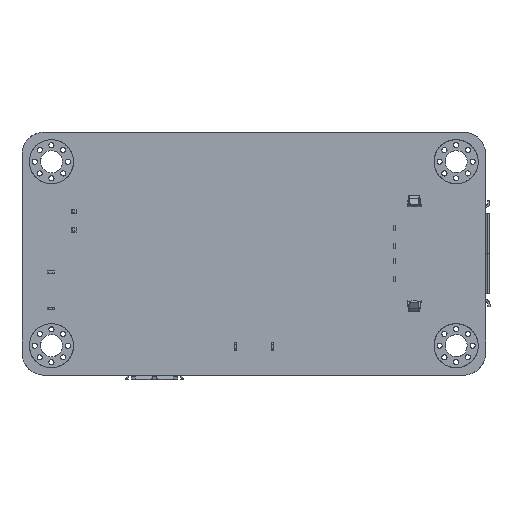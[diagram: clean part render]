
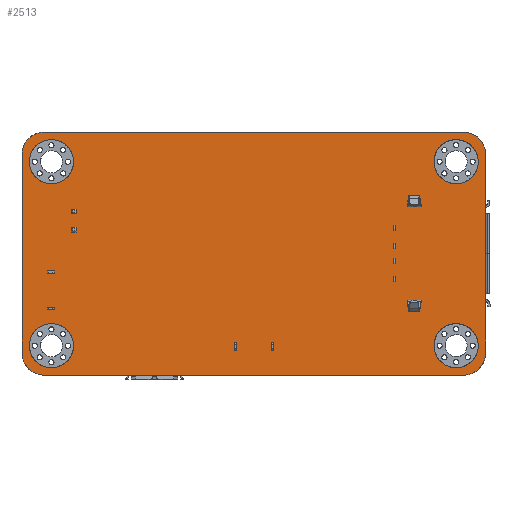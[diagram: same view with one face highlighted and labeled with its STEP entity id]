
A CAD part, front view. The second image highlights one B-rep face of the part: STEP entity #2513.
In plain terms, the highlighted free-form (B-spline) face has degree [1, 1] with [2, 2] control points.
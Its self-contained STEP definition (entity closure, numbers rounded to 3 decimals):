
#1686 = VERTEX_POINT('',#1687);
#1687 = CARTESIAN_POINT('',(-32.985,-1.077,
    16.829));
#1705 = EDGE_CURVE('',#1686,#1686,#1706,.T.);
#1706 = ( BOUNDED_CURVE() B_SPLINE_CURVE(2,(#1707,#1708,#1709,#1710,
#1711,#1712,#1713),.UNSPECIFIED.,.T.,.F.) B_SPLINE_CURVE_WITH_KNOTS((3,2
    ,2,3),(3.142,5.236,7.33,9.425),
.PIECEWISE_BEZIER_KNOTS.) CURVE() GEOMETRIC_REPRESENTATION_ITEM() 
RATIONAL_B_SPLINE_CURVE((1.,0.5,1.,0.5,1.,0.5,1.)) REPRESENTATION_ITEM(
  '') );
#1707 = CARTESIAN_POINT('',(-32.985,-1.077,
    16.829));
#1708 = CARTESIAN_POINT('',(-32.985,-1.077,
    9.833));
#1709 = CARTESIAN_POINT('',(-39.043,-1.077,
    13.331));
#1710 = CARTESIAN_POINT('',(-45.102,-1.077,
    16.829));
#1711 = CARTESIAN_POINT('',(-39.043,-1.077,
    20.327));
#1712 = CARTESIAN_POINT('',(-32.985,-1.077,
    23.825));
#1713 = CARTESIAN_POINT('',(-32.985,-1.077,
    16.829));
#1785 = VERTEX_POINT('',#1786);
#1786 = CARTESIAN_POINT('',(41.063,-1.077,
    16.829));
#1804 = EDGE_CURVE('',#1785,#1785,#1805,.T.);
#1805 = ( BOUNDED_CURVE() B_SPLINE_CURVE(2,(#1806,#1807,#1808,#1809,
#1810,#1811,#1812),.UNSPECIFIED.,.T.,.F.) B_SPLINE_CURVE_WITH_KNOTS((3,2
    ,2,3),(3.142,5.236,7.33,9.425),
.PIECEWISE_BEZIER_KNOTS.) CURVE() GEOMETRIC_REPRESENTATION_ITEM() 
RATIONAL_B_SPLINE_CURVE((1.,0.5,1.,0.5,1.,0.5,1.)) REPRESENTATION_ITEM(
  '') );
#1806 = CARTESIAN_POINT('',(41.063,-1.077,
    16.829));
#1807 = CARTESIAN_POINT('',(41.063,-1.077,
    9.833));
#1808 = CARTESIAN_POINT('',(35.004,-1.077,
    13.331));
#1809 = CARTESIAN_POINT('',(28.946,-1.077,
    16.829));
#1810 = CARTESIAN_POINT('',(35.004,-1.077,
    20.327));
#1811 = CARTESIAN_POINT('',(41.063,-1.077,
    23.825));
#1812 = CARTESIAN_POINT('',(41.063,-1.077,
    16.829));
#1884 = VERTEX_POINT('',#1885);
#1885 = CARTESIAN_POINT('',(-32.985,-1.077,
    -16.829));
#1903 = EDGE_CURVE('',#1884,#1884,#1904,.T.);
#1904 = ( BOUNDED_CURVE() B_SPLINE_CURVE(2,(#1905,#1906,#1907,#1908,
#1909,#1910,#1911),.UNSPECIFIED.,.T.,.F.) B_SPLINE_CURVE_WITH_KNOTS((3,2
    ,2,3),(3.142,5.236,7.33,9.425),
.PIECEWISE_BEZIER_KNOTS.) CURVE() GEOMETRIC_REPRESENTATION_ITEM() 
RATIONAL_B_SPLINE_CURVE((1.,0.5,1.,0.5,1.,0.5,1.)) REPRESENTATION_ITEM(
  '') );
#1905 = CARTESIAN_POINT('',(-32.985,-1.077,
    -16.829));
#1906 = CARTESIAN_POINT('',(-32.985,-1.077,
    -23.825));
#1907 = CARTESIAN_POINT('',(-39.043,-1.077,
    -20.327));
#1908 = CARTESIAN_POINT('',(-45.102,-1.077,
    -16.829));
#1909 = CARTESIAN_POINT('',(-39.043,-1.077,
    -13.331));
#1910 = CARTESIAN_POINT('',(-32.985,-1.077,
    -9.833));
#1911 = CARTESIAN_POINT('',(-32.985,-1.077,
    -16.829));
#1983 = VERTEX_POINT('',#1984);
#1984 = CARTESIAN_POINT('',(41.063,-1.077,
    -16.829));
#2002 = EDGE_CURVE('',#1983,#1983,#2003,.T.);
#2003 = ( BOUNDED_CURVE() B_SPLINE_CURVE(2,(#2004,#2005,#2006,#2007,
#2008,#2009,#2010),.UNSPECIFIED.,.T.,.F.) B_SPLINE_CURVE_WITH_KNOTS((3,2
    ,2,3),(3.142,5.236,7.33,9.425),
.PIECEWISE_BEZIER_KNOTS.) CURVE() GEOMETRIC_REPRESENTATION_ITEM() 
RATIONAL_B_SPLINE_CURVE((1.,0.5,1.,0.5,1.,0.5,1.)) REPRESENTATION_ITEM(
  '') );
#2004 = CARTESIAN_POINT('',(41.063,-1.077,
    -16.829));
#2005 = CARTESIAN_POINT('',(41.063,-1.077,
    -23.825));
#2006 = CARTESIAN_POINT('',(35.004,-1.077,
    -20.327));
#2007 = CARTESIAN_POINT('',(28.946,-1.077,
    -16.829));
#2008 = CARTESIAN_POINT('',(35.004,-1.077,
    -13.331));
#2009 = CARTESIAN_POINT('',(41.063,-1.077,
    -9.833));
#2010 = CARTESIAN_POINT('',(41.063,-1.077,
    -16.829));
#2477 = EDGE_CURVE('',#2478,#2480,#2482,.T.);
#2478 = VERTEX_POINT('',#2479);
#2479 = CARTESIAN_POINT('',(42.409,-1.077,
    -18.175));
#2480 = VERTEX_POINT('',#2481);
#2481 = CARTESIAN_POINT('',(38.37,-1.077,
    -22.214));
#2482 = ( BOUNDED_CURVE() B_SPLINE_CURVE(2,(#2483,#2484,#2485),
.UNSPECIFIED.,.F.,.F.) B_SPLINE_CURVE_WITH_KNOTS((3,3),(5.498,
7.069),.PIECEWISE_BEZIER_KNOTS.) CURVE() 
GEOMETRIC_REPRESENTATION_ITEM() RATIONAL_B_SPLINE_CURVE((1.,
0.707,1.)) REPRESENTATION_ITEM('') );
#2483 = CARTESIAN_POINT('',(42.409,-1.077,
    -18.175));
#2484 = CARTESIAN_POINT('',(42.409,-1.077,
    -22.214));
#2485 = CARTESIAN_POINT('',(38.37,-1.077,
    -22.214));
#2513 = ADVANCED_FACE('',(#2514,#2567,#2570,#2573,#2576),#2579,.F.);
#2514 = FACE_BOUND('',#2515,.T.);
#2515 = EDGE_LOOP('',(#2516,#2517,#2524,#2532,#2539,#2547,#2554,#2562));
#2516 = ORIENTED_EDGE('',*,*,#2477,.F.);
#2517 = ORIENTED_EDGE('',*,*,#2518,.T.);
#2518 = EDGE_CURVE('',#2478,#2519,#2521,.T.);
#2519 = VERTEX_POINT('',#2520);
#2520 = CARTESIAN_POINT('',(42.409,-1.077,
    18.175));
#2521 = B_SPLINE_CURVE_WITH_KNOTS('',1,(#2522,#2523),.UNSPECIFIED.,.F.,
  .F.,(2,2),(3.,30.),.PIECEWISE_BEZIER_KNOTS.);
#2522 = CARTESIAN_POINT('',(42.409,-1.077,
    -18.175));
#2523 = CARTESIAN_POINT('',(42.409,-1.077,
    18.175));
#2524 = ORIENTED_EDGE('',*,*,#2525,.F.);
#2525 = EDGE_CURVE('',#2526,#2519,#2528,.T.);
#2526 = VERTEX_POINT('',#2527);
#2527 = CARTESIAN_POINT('',(38.37,-1.077,
    22.214));
#2528 = ( BOUNDED_CURVE() B_SPLINE_CURVE(2,(#2529,#2530,#2531),
.UNSPECIFIED.,.F.,.F.) B_SPLINE_CURVE_WITH_KNOTS((3,3),(5.498,
7.069),.PIECEWISE_BEZIER_KNOTS.) CURVE() 
GEOMETRIC_REPRESENTATION_ITEM() RATIONAL_B_SPLINE_CURVE((1.,
0.707,1.)) REPRESENTATION_ITEM('') );
#2529 = CARTESIAN_POINT('',(38.37,-1.077,
    22.214));
#2530 = CARTESIAN_POINT('',(42.409,-1.077,
    22.214));
#2531 = CARTESIAN_POINT('',(42.409,-1.077,
    18.175));
#2532 = ORIENTED_EDGE('',*,*,#2533,.T.);
#2533 = EDGE_CURVE('',#2526,#2534,#2536,.T.);
#2534 = VERTEX_POINT('',#2535);
#2535 = CARTESIAN_POINT('',(-38.37,-1.077,
    22.214));
#2536 = B_SPLINE_CURVE_WITH_KNOTS('',1,(#2537,#2538),.UNSPECIFIED.,.F.,
  .F.,(2,2),(3.,60.),.PIECEWISE_BEZIER_KNOTS.);
#2537 = CARTESIAN_POINT('',(38.37,-1.077,
    22.214));
#2538 = CARTESIAN_POINT('',(-38.37,-1.077,
    22.214));
#2539 = ORIENTED_EDGE('',*,*,#2540,.F.);
#2540 = EDGE_CURVE('',#2541,#2534,#2543,.T.);
#2541 = VERTEX_POINT('',#2542);
#2542 = CARTESIAN_POINT('',(-42.409,-1.077,
    18.175));
#2543 = ( BOUNDED_CURVE() B_SPLINE_CURVE(2,(#2544,#2545,#2546),
.UNSPECIFIED.,.F.,.F.) B_SPLINE_CURVE_WITH_KNOTS((3,3),(5.498,
7.069),.PIECEWISE_BEZIER_KNOTS.) CURVE() 
GEOMETRIC_REPRESENTATION_ITEM() RATIONAL_B_SPLINE_CURVE((1.,
0.707,1.)) REPRESENTATION_ITEM('') );
#2544 = CARTESIAN_POINT('',(-42.409,-1.077,
    18.175));
#2545 = CARTESIAN_POINT('',(-42.409,-1.077,
    22.214));
#2546 = CARTESIAN_POINT('',(-38.37,-1.077,
    22.214));
#2547 = ORIENTED_EDGE('',*,*,#2548,.T.);
#2548 = EDGE_CURVE('',#2541,#2549,#2551,.T.);
#2549 = VERTEX_POINT('',#2550);
#2550 = CARTESIAN_POINT('',(-42.409,-1.077,
    -18.175));
#2551 = B_SPLINE_CURVE_WITH_KNOTS('',1,(#2552,#2553),.UNSPECIFIED.,.F.,
  .F.,(2,2),(3.,30.),.PIECEWISE_BEZIER_KNOTS.);
#2552 = CARTESIAN_POINT('',(-42.409,-1.077,
    18.175));
#2553 = CARTESIAN_POINT('',(-42.409,-1.077,
    -18.175));
#2554 = ORIENTED_EDGE('',*,*,#2555,.F.);
#2555 = EDGE_CURVE('',#2556,#2549,#2558,.T.);
#2556 = VERTEX_POINT('',#2557);
#2557 = CARTESIAN_POINT('',(-38.37,-1.077,
    -22.214));
#2558 = ( BOUNDED_CURVE() B_SPLINE_CURVE(2,(#2559,#2560,#2561),
.UNSPECIFIED.,.F.,.F.) B_SPLINE_CURVE_WITH_KNOTS((3,3),(5.498,
7.069),.PIECEWISE_BEZIER_KNOTS.) CURVE() 
GEOMETRIC_REPRESENTATION_ITEM() RATIONAL_B_SPLINE_CURVE((1.,
0.707,1.)) REPRESENTATION_ITEM('') );
#2559 = CARTESIAN_POINT('',(-38.37,-1.077,
    -22.214));
#2560 = CARTESIAN_POINT('',(-42.409,-1.077,
    -22.214));
#2561 = CARTESIAN_POINT('',(-42.409,-1.077,
    -18.175));
#2562 = ORIENTED_EDGE('',*,*,#2563,.T.);
#2563 = EDGE_CURVE('',#2556,#2480,#2564,.T.);
#2564 = B_SPLINE_CURVE_WITH_KNOTS('',1,(#2565,#2566),.UNSPECIFIED.,.F.,
  .F.,(2,2),(3.,60.),.PIECEWISE_BEZIER_KNOTS.);
#2565 = CARTESIAN_POINT('',(-38.37,-1.077,
    -22.214));
#2566 = CARTESIAN_POINT('',(38.37,-1.077,
    -22.214));
#2567 = FACE_BOUND('',#2568,.T.);
#2568 = EDGE_LOOP('',(#2569));
#2569 = ORIENTED_EDGE('',*,*,#1705,.T.);
#2570 = FACE_BOUND('',#2571,.T.);
#2571 = EDGE_LOOP('',(#2572));
#2572 = ORIENTED_EDGE('',*,*,#1804,.T.);
#2573 = FACE_BOUND('',#2574,.T.);
#2574 = EDGE_LOOP('',(#2575));
#2575 = ORIENTED_EDGE('',*,*,#1903,.T.);
#2576 = FACE_BOUND('',#2577,.T.);
#2577 = EDGE_LOOP('',(#2578));
#2578 = ORIENTED_EDGE('',*,*,#2002,.T.);
#2579 = B_SPLINE_SURFACE_WITH_KNOTS('',1,1,(
    (#2580,#2581)
    ,(#2582,#2583
    )),.UNSPECIFIED.,.F.,.F.,.F.,(2,2),(2,2),(-31.5,31.5),(-16.5,16.5),
  .PIECEWISE_BEZIER_KNOTS.);
#2580 = CARTESIAN_POINT('',(-42.409,-1.077,
    22.214));
#2581 = CARTESIAN_POINT('',(-42.409,-1.077,
    -22.214));
#2582 = CARTESIAN_POINT('',(42.409,-1.077,
    22.214));
#2583 = CARTESIAN_POINT('',(42.409,-1.077,
    -22.214));
